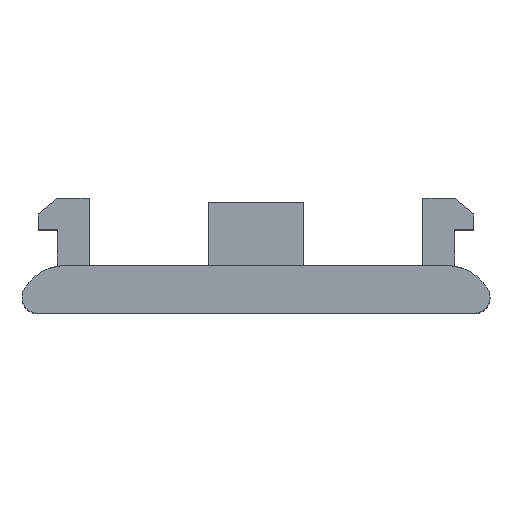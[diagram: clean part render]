
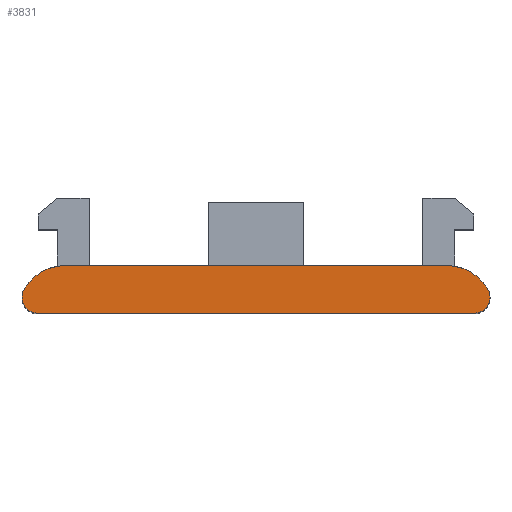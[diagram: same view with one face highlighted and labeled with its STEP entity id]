
A CAD part, top view. The second image highlights one B-rep face of the part: STEP entity #3831.
In plain terms, the highlighted planar face has unit normal (0, 0, 1).
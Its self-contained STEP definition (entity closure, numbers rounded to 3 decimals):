
#468=PLANE('',#3987);
#699=FACE_OUTER_BOUND('',#939,.T.);
#939=EDGE_LOOP('',(#3464,#3465,#3466,#3467,#3468,#3469));
#1138=LINE('',#11431,#1426);
#1208=LINE('',#11572,#1496);
#1426=VECTOR('',#4372,10.);
#1496=VECTOR('',#4492,10.);
#1542=CIRCLE('',#3871,1.);
#1547=CIRCLE('',#3877,3.);
#1550=CIRCLE('',#3882,1.);
#1551=CIRCLE('',#3884,3.);
#1554=VERTEX_POINT('',#4588);
#1555=VERTEX_POINT('',#4589);
#1563=VERTEX_POINT('',#4607);
#1567=VERTEX_POINT('',#4619);
#1568=VERTEX_POINT('',#4621);
#1569=VERTEX_POINT('',#4625);
#1901=EDGE_CURVE('',#1554,#1555,#1542,.T.);
#1911=EDGE_CURVE('',#1563,#1554,#1547,.T.);
#1917=EDGE_CURVE('',#1567,#1568,#1550,.T.);
#1919=EDGE_CURVE('',#1568,#1569,#1551,.T.);
#2350=EDGE_CURVE('',#1555,#1567,#1138,.T.);
#2420=EDGE_CURVE('',#1569,#1563,#1208,.T.);
#3464=ORIENTED_EDGE('',*,*,#1901,.F.);
#3465=ORIENTED_EDGE('',*,*,#1911,.F.);
#3466=ORIENTED_EDGE('',*,*,#2420,.F.);
#3467=ORIENTED_EDGE('',*,*,#1919,.F.);
#3468=ORIENTED_EDGE('',*,*,#1917,.F.);
#3469=ORIENTED_EDGE('',*,*,#2350,.F.);
#3831=ADVANCED_FACE('',(#699),#468,.T.);
#3871=AXIS2_PLACEMENT_3D('',#4590,#4016,#4017);
#3877=AXIS2_PLACEMENT_3D('',#4609,#4033,#4034);
#3882=AXIS2_PLACEMENT_3D('',#4622,#4046,#4047);
#3884=AXIS2_PLACEMENT_3D('',#4626,#4051,#4052);
#3987=AXIS2_PLACEMENT_3D('',#11571,#4490,#4491);
#4016=DIRECTION('center_axis',(0.,0.,-1.));
#4017=DIRECTION('ref_axis',(0.866,-0.5,0.));
#4033=DIRECTION('center_axis',(0.,0.,-1.));
#4034=DIRECTION('ref_axis',(0.707,0.707,0.));
#4046=DIRECTION('center_axis',(0.,0.,-1.));
#4047=DIRECTION('ref_axis',(-0.866,-0.5,0.));
#4051=DIRECTION('center_axis',(0.,0.,-1.));
#4052=DIRECTION('ref_axis',(-0.707,0.707,0.));
#4372=DIRECTION('',(-1.,0.,0.));
#4490=DIRECTION('center_axis',(0.,0.,1.));
#4491=DIRECTION('ref_axis',(1.,0.,0.));
#4492=DIRECTION('',(1.,0.,0.));
#4588=CARTESIAN_POINT('',(14.598,1.5,15.));
#4589=CARTESIAN_POINT('',(13.732,0.,15.));
#4590=CARTESIAN_POINT('Origin',(13.732,1.,15.));
#4607=CARTESIAN_POINT('',(12.,3.,15.));
#4609=CARTESIAN_POINT('Origin',(12.,0.,15.));
#4619=CARTESIAN_POINT('',(-13.732,0.,15.));
#4621=CARTESIAN_POINT('',(-14.598,1.5,15.));
#4622=CARTESIAN_POINT('Origin',(-13.732,1.,15.));
#4625=CARTESIAN_POINT('',(-12.,3.,15.));
#4626=CARTESIAN_POINT('Origin',(-12.,0.,15.));
#11431=CARTESIAN_POINT('',(15.,0.,15.));
#11571=CARTESIAN_POINT('Origin',(-15.,0.,15.));
#11572=CARTESIAN_POINT('',(15.,3.,15.));
